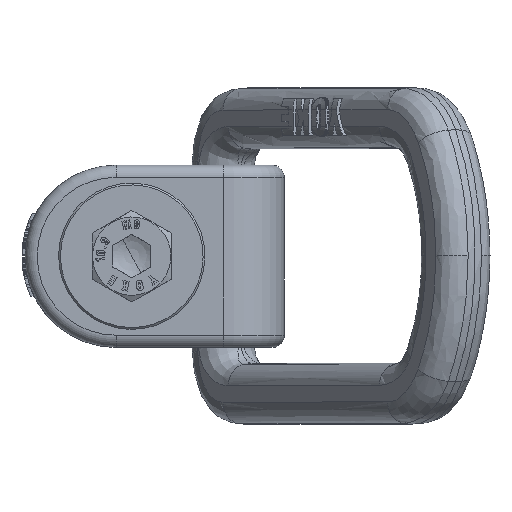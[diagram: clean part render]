
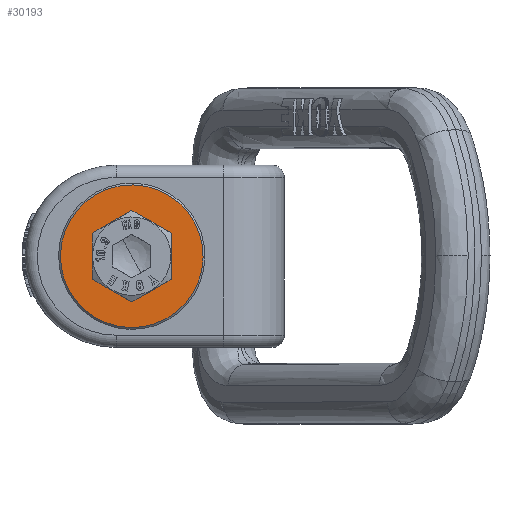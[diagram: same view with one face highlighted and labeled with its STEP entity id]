
A CAD part, top view. The second image highlights one B-rep face of the part: STEP entity #30193.
In plain terms, the highlighted planar face has unit normal (0, 0, 1).
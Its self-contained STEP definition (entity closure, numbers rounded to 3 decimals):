
#29889=CARTESIAN_POINT('Vertex',(5.609,-10.268,0.)) ;
#29892=CARTESIAN_POINT('Axis2P3D Location',(0.,0.,0.)) ;
#29896=CARTESIAN_POINT('Vertex',(-5.609,10.268,0.)) ;
#29911=CARTESIAN_POINT('Axis2P3D Location',(0.,0.,0.)) ;
#29932=CARTESIAN_POINT('Vertex',(2.373,-4.344,0.)) ;
#29948=CARTESIAN_POINT('Vertex',(-2.373,4.344,0.)) ;
#29951=CARTESIAN_POINT('Axis2P3D Location',(0.,0.,0.)) ;
#29968=CARTESIAN_POINT('Axis2P3D Location',(0.,0.,0.)) ;
#30180=CARTESIAN_POINT('Axis2P3D Location',(0.,4.95,0.)) ;
#29893=DIRECTION('Axis2P3D Direction',(0.,0.,-1.)) ;
#29912=DIRECTION('Axis2P3D Direction',(0.,0.,-1.)) ;
#29952=DIRECTION('Axis2P3D Direction',(0.,0.,1.)) ;
#29969=DIRECTION('Axis2P3D Direction',(0.,0.,1.)) ;
#30181=DIRECTION('Axis2P3D Direction',(0.,0.,1.)) ;
#30182=DIRECTION('Axis2P3D XDirection',(1.,0.,0.)) ;
#29894=AXIS2_PLACEMENT_3D('Circle Axis2P3D',#29892,#29893,$) ;
#29913=AXIS2_PLACEMENT_3D('Circle Axis2P3D',#29911,#29912,$) ;
#29953=AXIS2_PLACEMENT_3D('Circle Axis2P3D',#29951,#29952,$) ;
#29970=AXIS2_PLACEMENT_3D('Circle Axis2P3D',#29968,#29969,$) ;
#30183=AXIS2_PLACEMENT_3D('Plane Axis2P3D',#30180,#30181,#30182) ;
#30186=ORIENTED_EDGE('',*,*,#29915,.T.) ;
#30187=ORIENTED_EDGE('',*,*,#29898,.T.) ;
#30190=ORIENTED_EDGE('',*,*,#29955,.F.) ;
#30191=ORIENTED_EDGE('',*,*,#29972,.F.) ;
#30192=FACE_BOUND('',#30189,.T.) ;
#30193=ADVANCED_FACE('\X2\51434EF6672C9AD4\X0\',(#30188,#30192),#30184,.T.) ;
#29895=CIRCLE('generated circle',#29894,11.7) ;
#29914=CIRCLE('generated circle',#29913,11.7) ;
#29954=CIRCLE('generated circle',#29953,4.95) ;
#29971=CIRCLE('generated circle',#29970,4.95) ;
#29898=EDGE_CURVE('',#29897,#29890,#29895,.F.) ;
#29915=EDGE_CURVE('',#29890,#29897,#29914,.F.) ;
#29955=EDGE_CURVE('',#29949,#29933,#29954,.T.) ;
#29972=EDGE_CURVE('',#29933,#29949,#29971,.T.) ;
#30185=EDGE_LOOP('',(#30186,#30187)) ;
#30189=EDGE_LOOP('',(#30190,#30191)) ;
#30188=FACE_OUTER_BOUND('',#30185,.T.) ;
#30184=PLANE('Plane',#30183) ;
#29890=VERTEX_POINT('',#29889) ;
#29897=VERTEX_POINT('',#29896) ;
#29933=VERTEX_POINT('',#29932) ;
#29949=VERTEX_POINT('',#29948) ;
